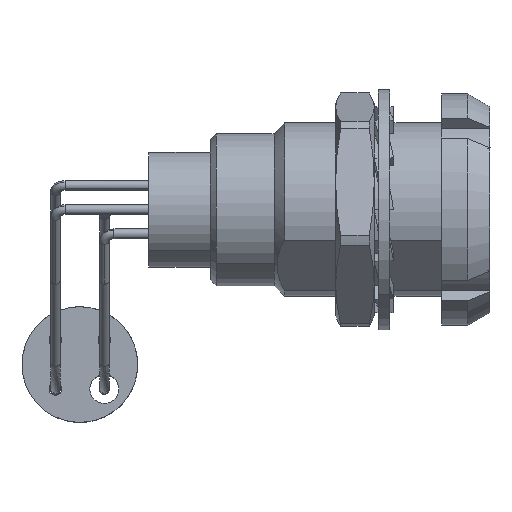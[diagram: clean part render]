
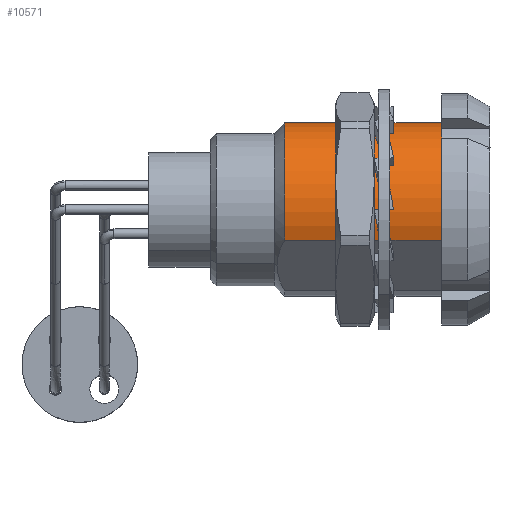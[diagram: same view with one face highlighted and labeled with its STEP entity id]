
A CAD part, top view. The second image highlights one B-rep face of the part: STEP entity #10571.
In plain terms, the highlighted cylindrical face has radius 4.5 mm (diameter 9 mm), a partial arc.
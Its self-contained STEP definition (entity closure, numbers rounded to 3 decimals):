
#10326=CARTESIAN_POINT('',(10.62,6.412,25.111));
#10327=VERTEX_POINT('',#10326);
#10341=CARTESIAN_POINT('',(10.62,12.211,19.312));
#10342=VERTEX_POINT('',#10341);
#10343=CARTESIAN_POINT('',(10.62,8.,20.9));
#10344=DIRECTION('',(1.0,0.,0.));
#10345=DIRECTION('',(0.,0.707,-0.707));
#10346=AXIS2_PLACEMENT_3D('',#10343,#10344,#10345);
#10347=CIRCLE('',#10346,4.5);
#10348=EDGE_CURVE('',#10342,#10327,#10347,.T.);
#10415=CARTESIAN_POINT('',(20.87,6.412,25.111));
#10416=VERTEX_POINT('',#10415);
#10432=CARTESIAN_POINT('',(10.62,6.412,25.111));
#10433=DIRECTION('',(1.0,0.0,0.0));
#10434=VECTOR('',#10433,10.25);
#10435=LINE('',#10432,#10434);
#10436=EDGE_CURVE('',#10327,#10416,#10435,.T.);
#10494=CARTESIAN_POINT('',(20.87,12.211,19.312));
#10495=VERTEX_POINT('',#10494);
#10496=CARTESIAN_POINT('',(20.87,12.211,19.312));
#10497=DIRECTION('',(-1.0,0.0,0.0));
#10498=VECTOR('',#10497,10.25);
#10499=LINE('',#10496,#10498);
#10500=EDGE_CURVE('',#10495,#10342,#10499,.T.);
#10554=CARTESIAN_POINT('',(10.108,8.,20.9));
#10555=DIRECTION('',(1.0,0.,0.));
#10556=DIRECTION('',(0.,0.707,-0.707));
#10557=AXIS2_PLACEMENT_3D('',#10554,#10555,#10556);
#10558=CYLINDRICAL_SURFACE('',#10557,4.5);
#10559=ORIENTED_EDGE('',*,*,#10436,.T.);
#10560=CARTESIAN_POINT('',(20.87,8.0,20.9));
#10561=DIRECTION('',(1.0,0.,0.));
#10562=DIRECTION('',(0.,0.707,-0.707));
#10563=AXIS2_PLACEMENT_3D('',#10560,#10561,#10562);
#10564=CIRCLE('',#10563,4.5);
#10565=EDGE_CURVE('',#10495,#10416,#10564,.T.);
#10566=ORIENTED_EDGE('',*,*,#10565,.F.);
#10567=ORIENTED_EDGE('',*,*,#10500,.T.);
#10568=ORIENTED_EDGE('',*,*,#10348,.T.);
#10569=EDGE_LOOP('',(#10559,#10566,#10567,#10568));
#10570=FACE_OUTER_BOUND('',#10569,.T.);
#10571=ADVANCED_FACE('',(#10570),#10558,.T.);
